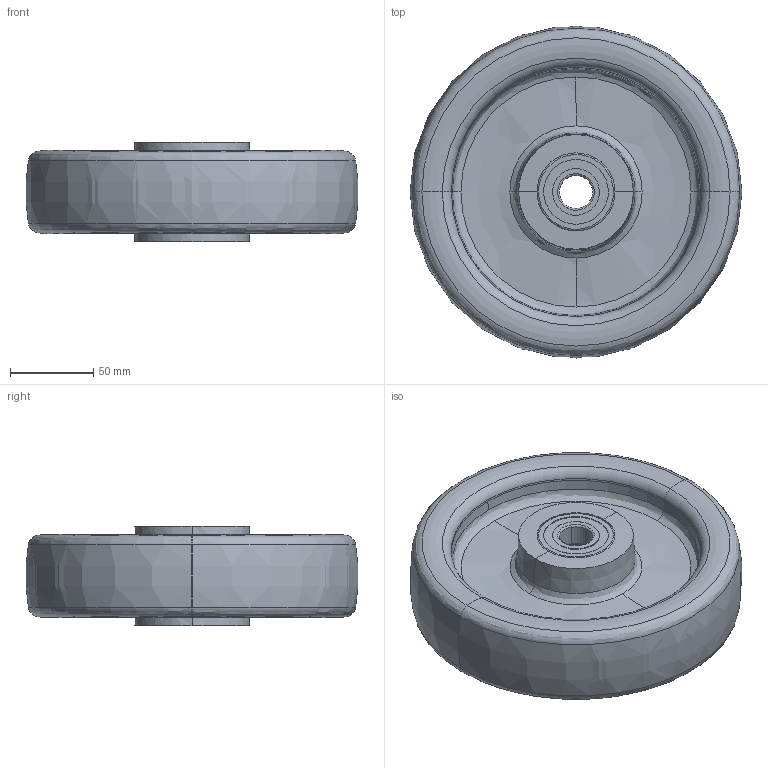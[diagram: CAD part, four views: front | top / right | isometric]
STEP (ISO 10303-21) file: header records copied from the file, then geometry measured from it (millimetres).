
FILE_DESCRIPTION (( 'STEP AP214' ), '1' );
FILE_NAME ('0022804.step', '2023-01-12T10:33:04', ( '' ), ( '' ), 'SwSTEP 2.0', 'SolidWorks 2020', '' );
FILE_SCHEMA (( 'AUTOMOTIVE_DESIGN' ));
Length unit declared in the file: millimetre
Products named in the file (1): 0022804
Bounding box: 199.64 x 199.64 x 60.1 mm (x, y, z)
Surface area: 177246.8 mm2 (no closed solid volume)
Topology: 0 solids, 11 shells, 100 faces, 234 edges, 144 vertices
Faces by surface type: bspline 30, torus 30, cone 16, cylinder 14, plane 10
Entity records: 4369 total; most frequent: CARTESIAN_POINT 953, DIRECTION 564, ORIENTED_EDGE 424, AXIS2_PLACEMENT_3D 267, EDGE_CURVE 234, CIRCLE 196, VERTEX_POINT 144, EDGE_LOOP 110
